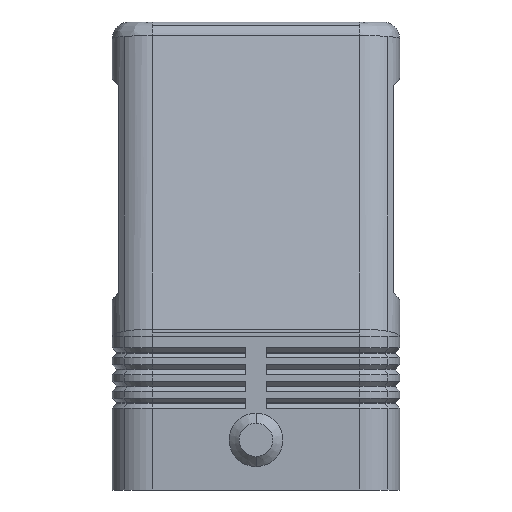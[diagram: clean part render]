
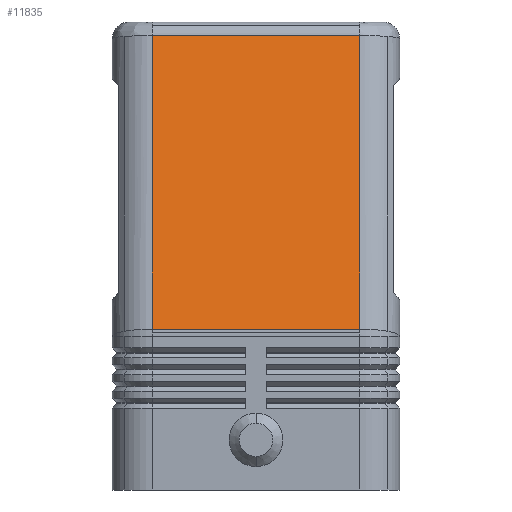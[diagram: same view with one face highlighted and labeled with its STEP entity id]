
A CAD part, left-side view. The second image highlights one B-rep face of the part: STEP entity #11835.
In plain terms, the highlighted planar face has unit normal (-0.982, 0, 0.19).
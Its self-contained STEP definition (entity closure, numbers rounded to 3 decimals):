
#259=CARTESIAN_POINT('',(-29.891,-15.5,24.065));
#260=VERTEX_POINT('',#259);
#268=CARTESIAN_POINT('',(-29.891,15.5,24.065));
#269=VERTEX_POINT('',#268);
#270=CARTESIAN_POINT('',(-29.891,-15.5,24.065));
#271=DIRECTION('',(0.0,1.0,0.0));
#272=VECTOR('',#271,31.);
#273=LINE('',#270,#272);
#274=EDGE_CURVE('',#260,#269,#273,.T.);
#11304=CARTESIAN_POINT('',(-21.392,-15.5,67.975));
#11305=VERTEX_POINT('',#11304);
#11313=CARTESIAN_POINT('',(-21.392,-15.5,67.975));
#11314=DIRECTION('',(-0.19,0.0,-0.982));
#11315=VECTOR('',#11314,44.725);
#11316=LINE('',#11313,#11315);
#11317=EDGE_CURVE('',#11305,#260,#11316,.T.);
#11812=CARTESIAN_POINT('',(-21.0,0.0,70.0));
#11813=DIRECTION('',(-0.982,0.0,0.19));
#11814=DIRECTION('',(0.19,0.0,0.982));
#11815=AXIS2_PLACEMENT_3D('',#11812,#11813,#11814);
#11816=PLANE('',#11815);
#11817=ORIENTED_EDGE('',*,*,#11317,.F.);
#11818=CARTESIAN_POINT('',(-21.392,15.5,67.975));
#11819=VERTEX_POINT('',#11818);
#11820=CARTESIAN_POINT('',(-21.392,15.5,67.975));
#11821=DIRECTION('',(0.0,-1.0,0.0));
#11822=VECTOR('',#11821,31.);
#11823=LINE('',#11820,#11822);
#11824=EDGE_CURVE('',#11819,#11305,#11823,.T.);
#11825=ORIENTED_EDGE('',*,*,#11824,.F.);
#11826=CARTESIAN_POINT('',(-29.891,15.5,24.065));
#11827=DIRECTION('',(0.19,0.,0.982));
#11828=VECTOR('',#11827,44.725);
#11829=LINE('',#11826,#11828);
#11830=EDGE_CURVE('',#269,#11819,#11829,.T.);
#11831=ORIENTED_EDGE('',*,*,#11830,.F.);
#11832=ORIENTED_EDGE('',*,*,#274,.F.);
#11833=EDGE_LOOP('',(#11817,#11825,#11831,#11832));
#11834=FACE_OUTER_BOUND('',#11833,.T.);
#11835=ADVANCED_FACE('',(#11834),#11816,.T.);
